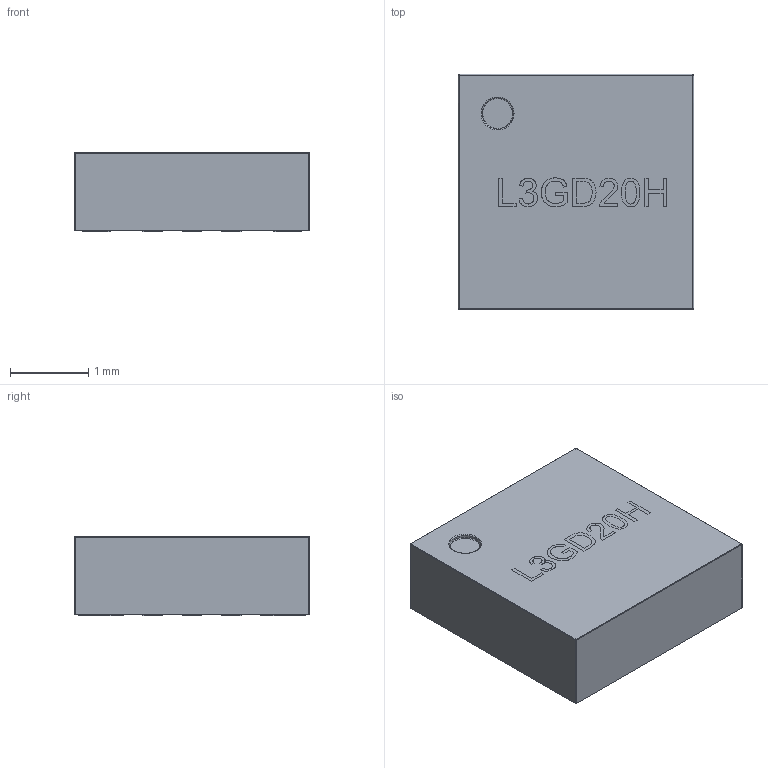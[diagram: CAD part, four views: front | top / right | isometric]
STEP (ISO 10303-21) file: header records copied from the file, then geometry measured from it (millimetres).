
FILE_DESCRIPTION (( 'STEP AP214' ), '1' );
FILE_NAME ('User Library-L3GD20H-1.STEP', '2020-02-22T07:49:08', ( '' ), ( '' ), 'SwSTEP 2.0', 'SolidWorks 2019', '' );
FILE_SCHEMA (( 'AUTOMOTIVE_DESIGN' ));
Length unit declared in the file: millimetre
Products named in the file (25): ACIS Solid_9202; ACIS Solid_8950; 4; 5; ACIS Solid_9146; User Library-L3GD20H-1; ACIS Solid_9258; 6; ACIS Solid_9118; 1; ACIS Solid_9034; ACIS Solid_9286; ACIS Solid_8978; ACIS Solid_9230; ACIS Solid_9342; 7; 3; 2; ACIS Solid_9090; ACIS Solid_9174; ACIS Solid_8260; ACIS Solid_9314; ACIS Solid_9006; ACIS Solid_9062; ACIS Solid_8922
Assembly tree (24 placements, depth 2):
  User Library-L3GD20H-1
    1
    2
    3
    4
    5
    6
    7
    ACIS Solid_8260
    ACIS Solid_8922
    ACIS Solid_8950
    ACIS Solid_8978
    ACIS Solid_9006
    ACIS Solid_9034
    ACIS Solid_9062
    ACIS Solid_9090
    ACIS Solid_9118
    ACIS Solid_9146
    ACIS Solid_9174
    ACIS Solid_9202
    ACIS Solid_9230
    ACIS Solid_9258
    ACIS Solid_9286
    ACIS Solid_9314
    ACIS Solid_9342
Bounding box: 3 x 3 x 1.01 mm (x, y, z)
Volume: 9 mm3; surface area: 35.7 mm2
Topology: 24 solids, 24 shells, 513 faces, 1302 edges, 860 vertices
Faces by surface type: plane 281, bspline 220, cylinder 12
Entity records: 24095 total; most frequent: CARTESIAN_POINT 6486, ORIENTED_EDGE 2596, DIRECTION 1550, EDGE_CURVE 1298, VERTEX_POINT 860, VECTOR 838, LINE 838, UNCERTAINTY_MEASURE_WITH_UNIT 586
